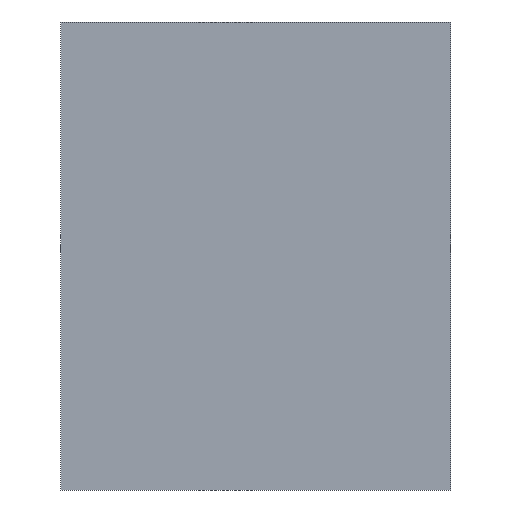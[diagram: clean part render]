
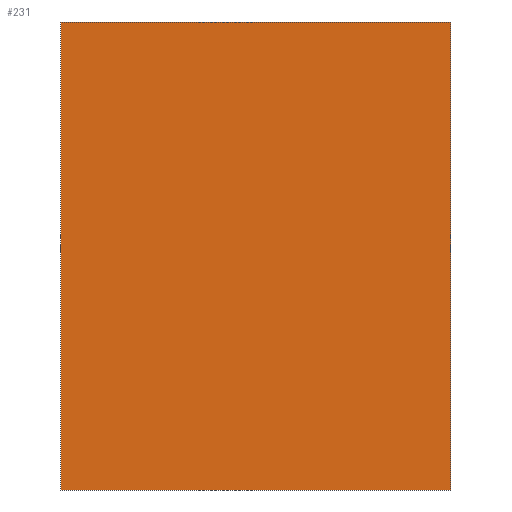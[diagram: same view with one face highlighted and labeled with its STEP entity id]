
A CAD part, front view. The second image highlights one B-rep face of the part: STEP entity #231.
In plain terms, the highlighted planar face has unit normal (0, -1, 0).
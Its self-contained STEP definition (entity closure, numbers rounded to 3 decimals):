
#85=ORIENTED_EDGE('',*,*,#93,.F.);
#86=ORIENTED_EDGE('',*,*,#90,.F.);
#87=ORIENTED_EDGE('',*,*,#99,.F.);
#88=ORIENTED_EDGE('',*,*,#96,.F.);
#90=EDGE_CURVE('',#120,#121,#140,.T.);
#93=EDGE_CURVE('',#121,#123,#143,.T.);
#96=EDGE_CURVE('',#123,#125,#146,.T.);
#99=EDGE_CURVE('',#125,#120,#149,.T.);
#120=VERTEX_POINT('',#329);
#121=VERTEX_POINT('',#331);
#123=VERTEX_POINT('',#337);
#125=VERTEX_POINT('',#343);
#140=LINE('',#330,#164);
#143=LINE('',#336,#167);
#146=LINE('',#342,#170);
#149=LINE('',#348,#173);
#164=VECTOR('',#268,1000.);
#167=VECTOR('',#273,1000.);
#170=VECTOR('',#278,1000.);
#173=VECTOR('',#283,1000.);
#198=EDGE_LOOP('',(#85,#86,#87,#88));
#210=FACE_BOUND('',#198,.T.);
#219=PLANE('',#262);
#231=ADVANCED_FACE('',(#210),#219,.F.);
#262=AXIS2_PLACEMENT_3D('',#387,#323,#324);
#268=DIRECTION('',(0.,0.,-1.));
#273=DIRECTION('',(-1.,0.,0.));
#278=DIRECTION('',(0.,0.,1.));
#283=DIRECTION('',(1.,0.,0.));
#323=DIRECTION('',(0.,1.,0.));
#324=DIRECTION('',(0.,0.,1.));
#329=CARTESIAN_POINT('',(25.,-4.,30.));
#330=CARTESIAN_POINT('',(25.,-4.,30.));
#331=CARTESIAN_POINT('',(25.,-4.,-30.));
#336=CARTESIAN_POINT('',(25.,-4.,-30.));
#337=CARTESIAN_POINT('',(-25.,-4.,-30.));
#342=CARTESIAN_POINT('',(-25.,-4.,-30.));
#343=CARTESIAN_POINT('',(-25.,-4.,30.));
#348=CARTESIAN_POINT('',(-25.,-4.,30.));
#387=CARTESIAN_POINT('',(0.,-4.,0.));
